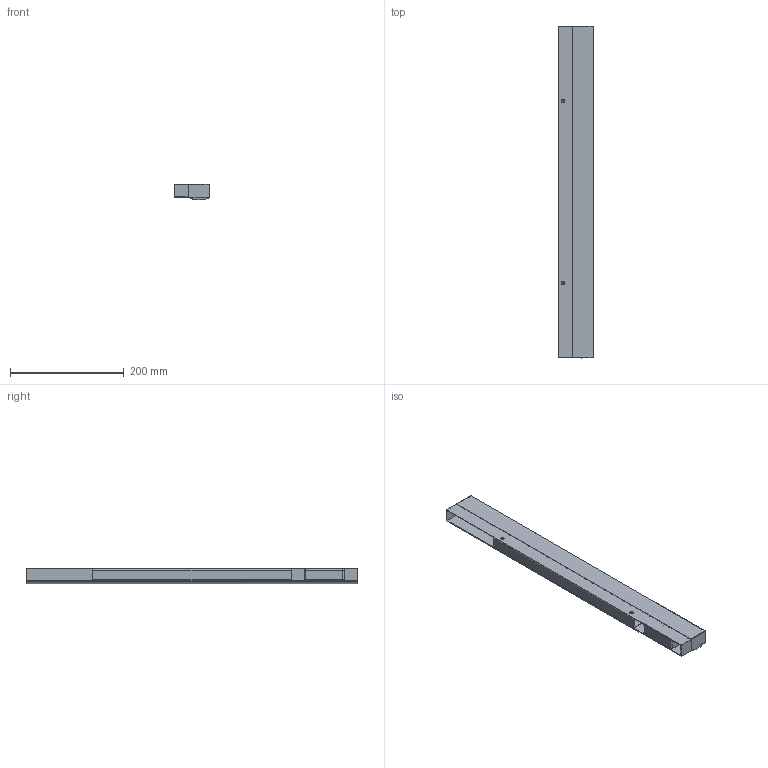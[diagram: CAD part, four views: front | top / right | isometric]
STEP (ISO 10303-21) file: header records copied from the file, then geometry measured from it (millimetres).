
FILE_DESCRIPTION(/* description */ (''),/* implementation_level */ '2;1');
FILE_NAME(/* name */ 'Trio W0402d v2.step',/* time_stamp */ '2025-08-20T10:09:01+02:00',/* author */ (''),/* organization */ (''),/* preprocessor_version */ 'ST-DEVELOPER v20.1',/* originating_system */ 'Autodesk Translation Framework v14.10.0.0',/* authorisation */ '');
FILE_SCHEMA (('AUTOMOTIVE_DESIGN { 1 0 10303 214 3 1 1 }'));
Length unit declared in the file: millimetre
Products named in the file (1): Trio W0402d
Bounding box: 61 x 585 x 27.94 mm (x, y, z)
Volume: 678535.6 mm3; surface area: 252647.6 mm2
Topology: 7 solids, 7 shells, 88 faces, 179 edges, 106 vertices
Faces by surface type: plane 54, cylinder 21, sphere 8, bspline 3, cone 2
Full cylindrical faces by diameter (mm): 2.529 x2
Entity records: 2433 total; most frequent: CARTESIAN_POINT 545, DIRECTION 391, ORIENTED_EDGE 358, EDGE_CURVE 179, AXIS2_PLACEMENT_3D 132, LINE 127, VECTOR 127, VERTEX_POINT 106
